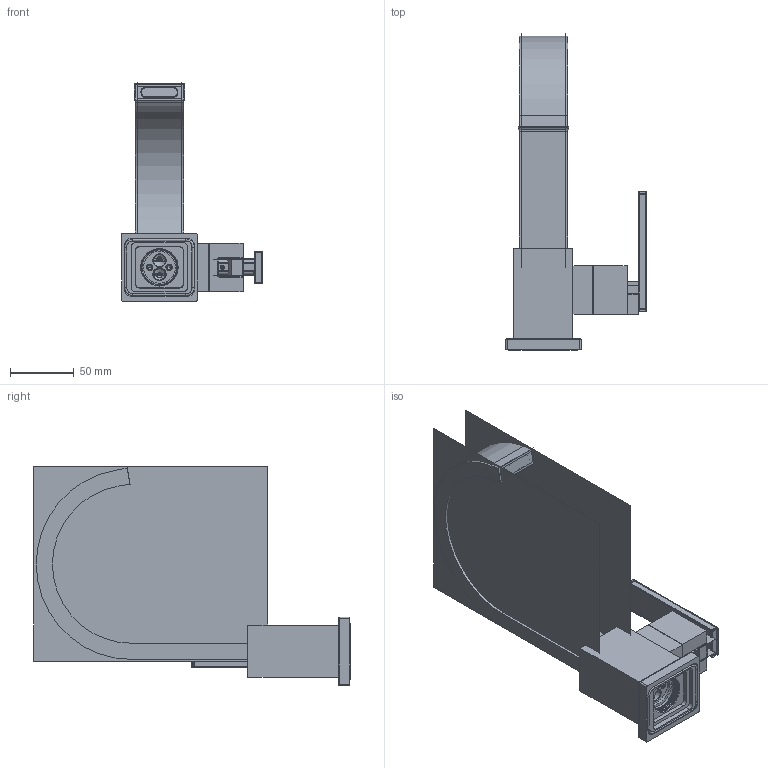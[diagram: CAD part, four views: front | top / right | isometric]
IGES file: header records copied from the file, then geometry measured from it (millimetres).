
Start section:  PTC IGES file: 2043-1.igs
Global section: file name: 2043-1.igs; native system: Creo Parametric by PTC Inc.; preprocessor: 2019352; author: NSantos; organization: Unknown; date: 20230127.153138; units: inch
Bounding box: 110.39 x 248.64 x 172.18 mm (x, y, z)
Surface area: 992520.5 mm2 (no closed solid volume)
Topology: 0 solids, 0 shells, 1584 faces, 12801 edges, 14910 vertices
Faces by surface type: revolution 857, bspline 725, extrusion 2
